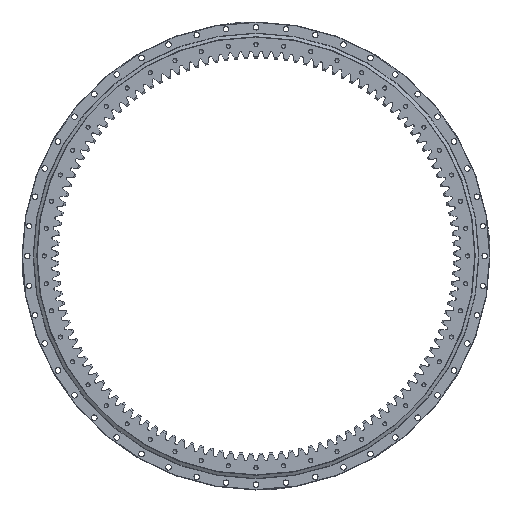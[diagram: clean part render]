
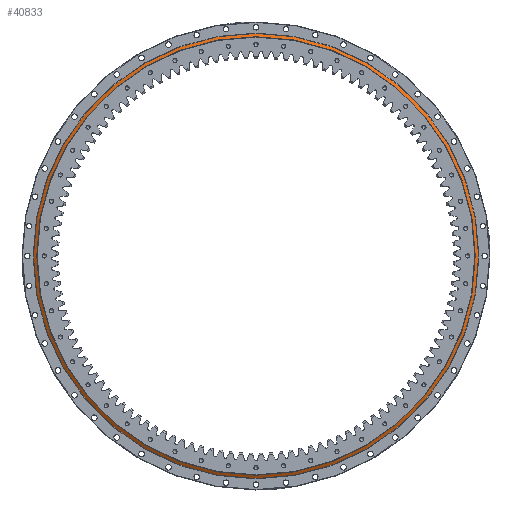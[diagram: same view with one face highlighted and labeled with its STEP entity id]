
A CAD part, top view. The second image highlights one B-rep face of the part: STEP entity #40833.
In plain terms, the highlighted conical face has half-angle 58.57 degrees and reference radius 546.25 mm.
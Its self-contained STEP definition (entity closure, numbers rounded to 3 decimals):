
#1732 = CARTESIAN_POINT ( 'NONE',  ( 539.25, -2.61, -553.794 ) ) ;
#5607 = EDGE_CURVE ( 'NONE', #30825, #30825, #18871, .T. ) ;
#6219 = CONICAL_SURFACE ( 'NONE', #48000, 546.25, 1.022 ) ;
#6582 = CIRCLE ( 'NONE', #11334, 546.25 ) ;
#6707 = DIRECTION ( 'NONE',  ( 0., -1., 0. ) ) ;
#8746 = AXIS2_PLACEMENT_3D ( 'NONE', #42840, #13299, #52376 ) ;
#11334 = AXIS2_PLACEMENT_3D ( 'NONE', #46884, #31825, #22844 ) ;
#12259 = ORIENTED_EDGE ( 'NONE', *, *, #5607, .F. ) ;
#13299 = DIRECTION ( 'NONE',  ( 0., -1., 0. ) ) ;
#18871 = CIRCLE ( 'NONE', #8746, 553.794 ) ;
#21476 = ORIENTED_EDGE ( 'NONE', *, *, #27365, .T. ) ;
#21784 = DIRECTION ( 'NONE',  ( 0., 0., -1. ) ) ;
#22844 = DIRECTION ( 'NONE',  ( 0., 0., -1. ) ) ;
#27365 = EDGE_CURVE ( 'NONE', #37733, #37733, #6582, .T. ) ;
#29018 = FACE_OUTER_BOUND ( 'NONE', #29251, .T. ) ;
#29251 = EDGE_LOOP ( 'NONE', ( #12259 ) ) ;
#30825 = VERTEX_POINT ( 'NONE', #1732 ) ;
#31203 = EDGE_LOOP ( 'NONE', ( #21476 ) ) ;
#31825 = DIRECTION ( 'NONE',  ( 0., -1., 0. ) ) ;
#32085 = FACE_BOUND ( 'NONE', #31203, .T. ) ;
#37733 = VERTEX_POINT ( 'NONE', #57950 ) ;
#40833 = ADVANCED_FACE ( 'NONE', ( #29018, #32085 ), #6219, .T. ) ;
#42840 = CARTESIAN_POINT ( 'NONE',  ( 539.25, -2.61, 0. ) ) ;
#46027 = CARTESIAN_POINT ( 'NONE',  ( 539.25, 2., 0. ) ) ;
#46884 = CARTESIAN_POINT ( 'NONE',  ( 539.25, 2., 0. ) ) ;
#48000 = AXIS2_PLACEMENT_3D ( 'NONE', #46027, #6707, #21784 ) ;
#52376 = DIRECTION ( 'NONE',  ( 0., 0., -1. ) ) ;
#57950 = CARTESIAN_POINT ( 'NONE',  ( 539.25, 2., -546.25 ) ) ;
